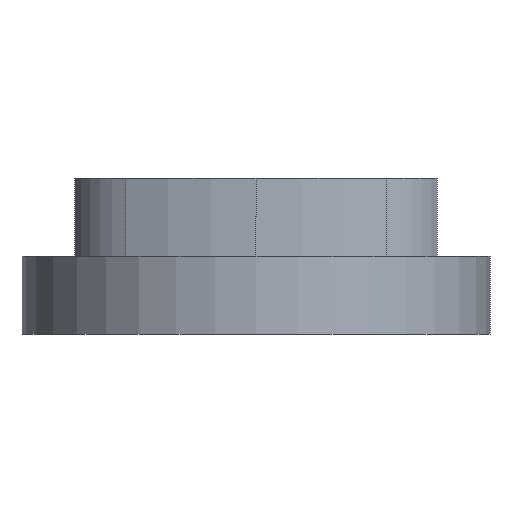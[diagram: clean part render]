
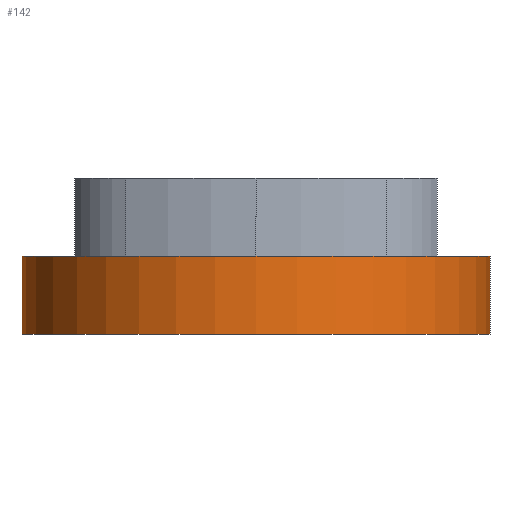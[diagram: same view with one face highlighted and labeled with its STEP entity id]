
A CAD part, front view. The second image highlights one B-rep face of the part: STEP entity #142.
In plain terms, the highlighted face is a revolution surface.
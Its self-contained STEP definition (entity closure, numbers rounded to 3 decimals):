
#22 = VERTEX_POINT('',#23);
#23 = CARTESIAN_POINT('',(60.,0.,20.));
#24 = VERTEX_POINT('',#25);
#25 = CARTESIAN_POINT('',(-60.,0.,20.));
#33 = SURFACE_OF_REVOLUTION('',#34,#38);
#34 = LINE('',#35,#36);
#35 = CARTESIAN_POINT('',(60.,0.,0.));
#36 = VECTOR('',#37,1.);
#37 = DIRECTION('',(0.,0.,1.));
#38 = AXIS1_PLACEMENT('',#39,#40);
#39 = CARTESIAN_POINT('',(0.,0.,10.));
#40 = DIRECTION('',(0.,0.,-1.));
#48 = PLANE('',#49);
#49 = AXIS2_PLACEMENT_3D('',#50,#51,#52);
#50 = CARTESIAN_POINT('',(0.,0.,20.));
#51 = DIRECTION('',(0.,0.,1.));
#52 = DIRECTION('',(1.,0.,0.));
#60 = EDGE_CURVE('',#24,#61,#63,.T.);
#61 = VERTEX_POINT('',#62);
#62 = CARTESIAN_POINT('',(-60.,0.,0.));
#63 = SURFACE_CURVE('',#64,(#68,#75),.PCURVE_S1.);
#64 = LINE('',#65,#66);
#65 = CARTESIAN_POINT('',(-60.,0.,20.));
#66 = VECTOR('',#67,1.);
#67 = DIRECTION('',(0.,0.,-1.));
#68 = PCURVE('',#33,#69);
#69 = DEFINITIONAL_REPRESENTATION('',(#70),#74);
#70 = LINE('',#71,#72);
#71 = CARTESIAN_POINT('',(3.142,20.));
#72 = VECTOR('',#73,1.);
#73 = DIRECTION('',(0.,-1.));
#74 = ( GEOMETRIC_REPRESENTATION_CONTEXT(2) 
PARAMETRIC_REPRESENTATION_CONTEXT() REPRESENTATION_CONTEXT('2D SPACE',''
  ) );
#75 = PCURVE('',#76,#84);
#76 = SURFACE_OF_REVOLUTION('',#77,#81);
#77 = LINE('',#78,#79);
#78 = CARTESIAN_POINT('',(-60.,0.,0.));
#79 = VECTOR('',#80,1.);
#80 = DIRECTION('',(0.,0.,1.));
#81 = AXIS1_PLACEMENT('',#82,#83);
#82 = CARTESIAN_POINT('',(0.,0.,10.));
#83 = DIRECTION('',(0.,0.,-1.));
#84 = DEFINITIONAL_REPRESENTATION('',(#85),#88);
#85 = B_SPLINE_CURVE_WITH_KNOTS('',1,(#86,#87),.UNSPECIFIED.,.F.,.F.,(2,
    2),(0.,20.),.PIECEWISE_BEZIER_KNOTS.);
#86 = CARTESIAN_POINT('',(6.283,20.));
#87 = CARTESIAN_POINT('',(6.283,0.));
#88 = ( GEOMETRIC_REPRESENTATION_CONTEXT(2) 
PARAMETRIC_REPRESENTATION_CONTEXT() REPRESENTATION_CONTEXT('2D SPACE',''
  ) );
#91 = VERTEX_POINT('',#92);
#92 = CARTESIAN_POINT('',(60.,0.,0.));
#107 = PLANE('',#108);
#108 = AXIS2_PLACEMENT_3D('',#109,#110,#111);
#109 = CARTESIAN_POINT('',(0.,0.,0.));
#110 = DIRECTION('',(0.,0.,1.));
#111 = DIRECTION('',(1.,0.,0.));
#123 = EDGE_CURVE('',#91,#22,#124,.T.);
#124 = SURFACE_CURVE('',#125,(#129,#136),.PCURVE_S1.);
#125 = LINE('',#126,#127);
#126 = CARTESIAN_POINT('',(60.,0.,0.));
#127 = VECTOR('',#128,1.);
#128 = DIRECTION('',(0.,0.,1.));
#129 = PCURVE('',#33,#130);
#130 = DEFINITIONAL_REPRESENTATION('',(#131),#135);
#131 = LINE('',#132,#133);
#132 = CARTESIAN_POINT('',(6.283,0.));
#133 = VECTOR('',#134,1.);
#134 = DIRECTION('',(0.,1.));
#135 = ( GEOMETRIC_REPRESENTATION_CONTEXT(2) 
PARAMETRIC_REPRESENTATION_CONTEXT() REPRESENTATION_CONTEXT('2D SPACE',''
  ) );
#136 = PCURVE('',#76,#137);
#137 = DEFINITIONAL_REPRESENTATION('',(#138),#141);
#138 = B_SPLINE_CURVE_WITH_KNOTS('',1,(#139,#140),.UNSPECIFIED.,.F.,.F.,
  (2,2),(0.,20.),.PIECEWISE_BEZIER_KNOTS.);
#139 = CARTESIAN_POINT('',(3.142,0.));
#140 = CARTESIAN_POINT('',(3.142,20.));
#141 = ( GEOMETRIC_REPRESENTATION_CONTEXT(2) 
PARAMETRIC_REPRESENTATION_CONTEXT() REPRESENTATION_CONTEXT('2D SPACE',''
  ) );
#142 = ADVANCED_FACE('',(#143),#76,.F.);
#143 = FACE_BOUND('',#144,.F.);
#144 = EDGE_LOOP('',(#145,#167,#168,#194));
#145 = ORIENTED_EDGE('',*,*,#146,.T.);
#146 = EDGE_CURVE('',#24,#22,#147,.T.);
#147 = SURFACE_CURVE('',#148,(#153,#160),.PCURVE_S1.);
#148 = CIRCLE('',#149,60.);
#149 = AXIS2_PLACEMENT_3D('',#150,#151,#152);
#150 = CARTESIAN_POINT('',(0.,0.,20.));
#151 = DIRECTION('',(0.,0.,1.));
#152 = DIRECTION('',(-1.,0.,0.));
#153 = PCURVE('',#76,#154);
#154 = DEFINITIONAL_REPRESENTATION('',(#155),#159);
#155 = LINE('',#156,#157);
#156 = CARTESIAN_POINT('',(6.283,20.));
#157 = VECTOR('',#158,1.);
#158 = DIRECTION('',(-1.,0.));
#159 = ( GEOMETRIC_REPRESENTATION_CONTEXT(2) 
PARAMETRIC_REPRESENTATION_CONTEXT() REPRESENTATION_CONTEXT('2D SPACE',''
  ) );
#160 = PCURVE('',#48,#161);
#161 = DEFINITIONAL_REPRESENTATION('',(#162),#166);
#162 = CIRCLE('',#163,60.);
#163 = AXIS2_PLACEMENT_2D('',#164,#165);
#164 = CARTESIAN_POINT('',(0.,0.));
#165 = DIRECTION('',(-1.,0.));
#166 = ( GEOMETRIC_REPRESENTATION_CONTEXT(2) 
PARAMETRIC_REPRESENTATION_CONTEXT() REPRESENTATION_CONTEXT('2D SPACE',''
  ) );
#167 = ORIENTED_EDGE('',*,*,#123,.F.);
#168 = ORIENTED_EDGE('',*,*,#169,.T.);
#169 = EDGE_CURVE('',#91,#61,#170,.T.);
#170 = SURFACE_CURVE('',#171,(#176,#183),.PCURVE_S1.);
#171 = CIRCLE('',#172,60.);
#172 = AXIS2_PLACEMENT_3D('',#173,#174,#175);
#173 = CARTESIAN_POINT('',(0.,0.,0.));
#174 = DIRECTION('',(0.,0.,-1.));
#175 = DIRECTION('',(1.,0.,0.));
#176 = PCURVE('',#76,#177);
#177 = DEFINITIONAL_REPRESENTATION('',(#178),#182);
#178 = LINE('',#179,#180);
#179 = CARTESIAN_POINT('',(3.142,0.));
#180 = VECTOR('',#181,1.);
#181 = DIRECTION('',(1.,0.));
#182 = ( GEOMETRIC_REPRESENTATION_CONTEXT(2) 
PARAMETRIC_REPRESENTATION_CONTEXT() REPRESENTATION_CONTEXT('2D SPACE',''
  ) );
#183 = PCURVE('',#107,#184);
#184 = DEFINITIONAL_REPRESENTATION('',(#185),#193);
#185 = ( BOUNDED_CURVE() B_SPLINE_CURVE(2,(#186,#187,#188,#189,#190,#191
,#192),.UNSPECIFIED.,.T.,.F.) B_SPLINE_CURVE_WITH_KNOTS((1,2,2,2,2,1),(
    -2.094,0.,2.094,4.189,6.283,
8.378),.UNSPECIFIED.) CURVE() GEOMETRIC_REPRESENTATION_ITEM() 
RATIONAL_B_SPLINE_CURVE((1.,0.5,1.,0.5,1.,0.5,1.)) REPRESENTATION_ITEM(
  '') );
#186 = CARTESIAN_POINT('',(60.,0.));
#187 = CARTESIAN_POINT('',(60.,-103.923));
#188 = CARTESIAN_POINT('',(-30.,-51.962));
#189 = CARTESIAN_POINT('',(-120.,0.));
#190 = CARTESIAN_POINT('',(-30.,51.962));
#191 = CARTESIAN_POINT('',(60.,103.923));
#192 = CARTESIAN_POINT('',(60.,0.));
#193 = ( GEOMETRIC_REPRESENTATION_CONTEXT(2) 
PARAMETRIC_REPRESENTATION_CONTEXT() REPRESENTATION_CONTEXT('2D SPACE',''
  ) );
#194 = ORIENTED_EDGE('',*,*,#60,.F.);
